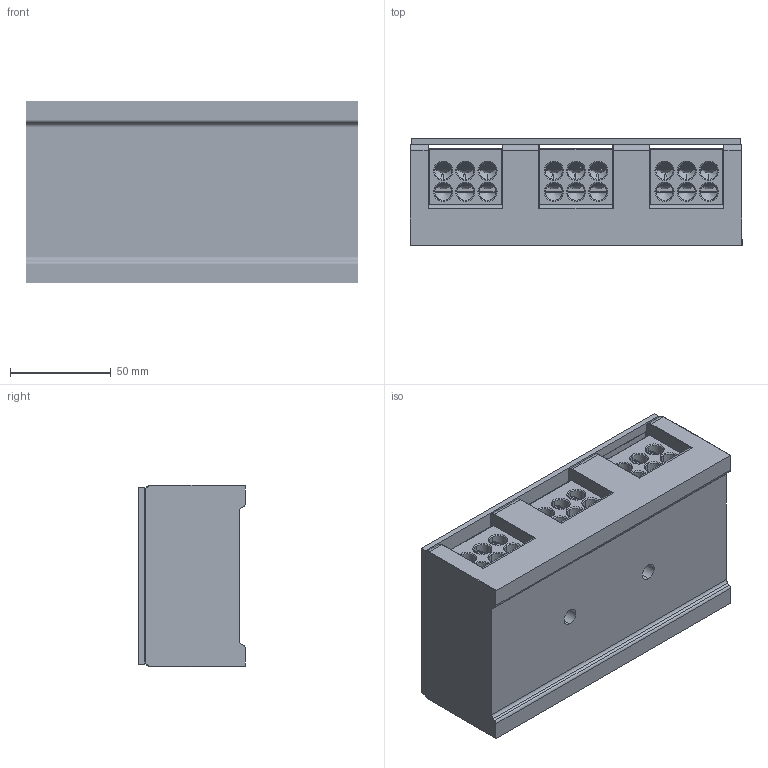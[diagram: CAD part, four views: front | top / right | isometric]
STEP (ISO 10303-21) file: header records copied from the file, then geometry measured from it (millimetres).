
FILE_DESCRIPTION((''),'2;1');
FILE_NAME('BREP_WITH_VOIDS_145729','2024-07-04T',('dell'),(''),'PRO/ENGINEER BY PARAMETRIC TECHNOLOGY CORPORATION, 2013230','PRO/ENGINEER BY PARAMETRIC TECHNOLOGY CORPORATION, 2013230','');
FILE_SCHEMA(('AUTOMOTIVE_DESIGN { 1 0 10303 214 1 1 1 1 }'));
Products named in the file (1): BREP_WITH_VOIDS_145729
Bounding box: 165 x 53 x 90 mm (x, y, z)
Volume: 556699 mm3; surface area: 141955.4 mm2
Topology: 1 solids, 21 shells, 2726 faces, 8074 edges, 5210 vertices
Faces by surface type: plane 1539, cylinder 716, bspline 216, cone 189, sphere 38, torus 28
Entity records: 148391 total; most frequent: CARTESIAN_POINT 79241, ORIENTED_EDGE 15952, DIRECTION 12201, EDGE_CURVE 7976, VERTEX_POINT 5210, VECTOR 4877, LINE 4877, AXIS2_PLACEMENT_3D 3662
